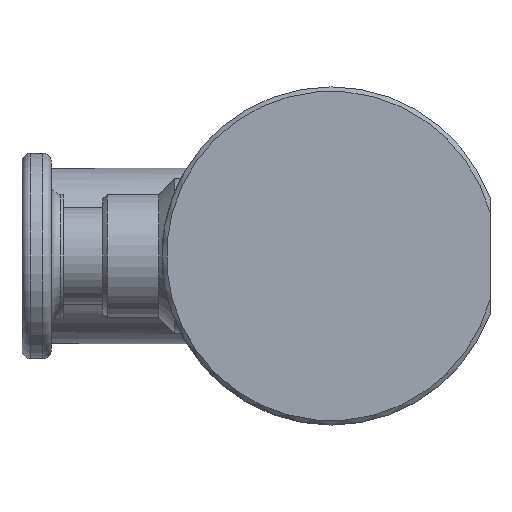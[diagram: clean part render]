
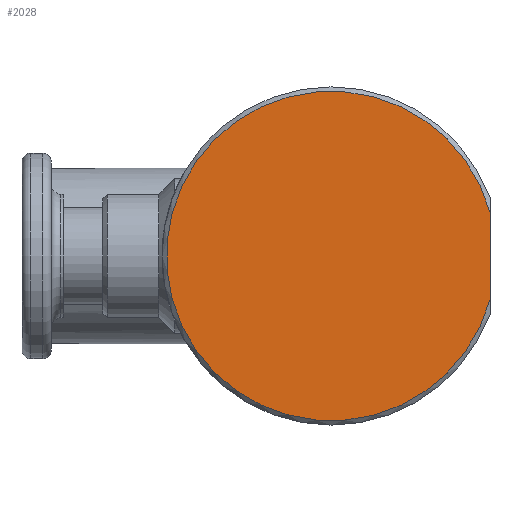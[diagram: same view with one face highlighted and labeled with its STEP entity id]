
A CAD part, left-side view. The second image highlights one B-rep face of the part: STEP entity #2028.
In plain terms, the highlighted planar face has unit normal (-1, 0, 0).
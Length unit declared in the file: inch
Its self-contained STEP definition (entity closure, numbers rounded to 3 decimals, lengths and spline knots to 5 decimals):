
#110=PLANE('',#2230);
#145=LINE('',#3049,#257);
#257=VECTOR('',#2356,0.3937);
#440=FACE_OUTER_BOUND('',#552,.T.);
#552=EDGE_LOOP('',(#1767,#1768));
#667=CIRCLE('',#2231,0.56);
#783=VERTEX_POINT('',#3047);
#784=VERTEX_POINT('',#3048);
#1006=EDGE_CURVE('',#783,#784,#145,.T.);
#1230=EDGE_CURVE('',#783,#784,#667,.T.);
#1767=ORIENTED_EDGE('',*,*,#1006,.T.);
#1768=ORIENTED_EDGE('',*,*,#1230,.F.);
#2028=ADVANCED_FACE('',(#440),#110,.T.);
#2230=AXIS2_PLACEMENT_3D('',#3745,#2716,#2717);
#2231=AXIS2_PLACEMENT_3D('',#3746,#2718,#2719);
#2356=DIRECTION('',(0.,0.,1.));
#2716=DIRECTION('center_axis',(-1.,0.,0.));
#2717=DIRECTION('ref_axis',(0.,0.,1.));
#2718=DIRECTION('center_axis',(1.,0.,0.));
#2719=DIRECTION('ref_axis',(0.,1.,0.));
#3047=CARTESIAN_POINT('',(0.,-0.54,-0.14832));
#3048=CARTESIAN_POINT('',(0.,-0.54,0.14832));
#3049=CARTESIAN_POINT('',(0.,-0.54,0.));
#3745=CARTESIAN_POINT('Origin',(0.,0.28,0.));
#3746=CARTESIAN_POINT('Origin',(0.,0.,0.));
